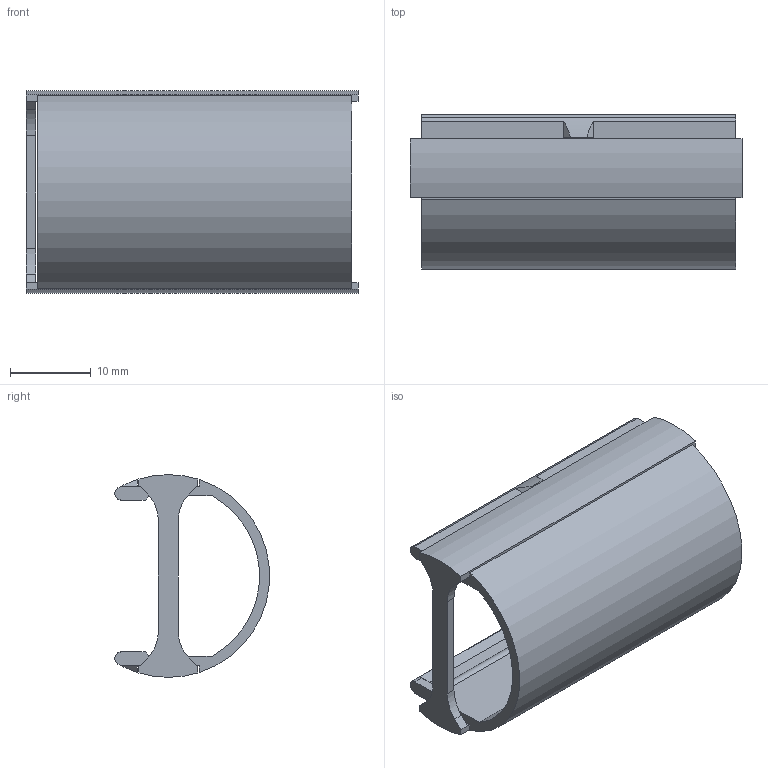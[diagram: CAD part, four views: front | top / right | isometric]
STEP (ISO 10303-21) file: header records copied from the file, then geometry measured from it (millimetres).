
FILE_DESCRIPTION(/* description */ (''),/* implementation_level */ '2;1');
FILE_NAME(/* name */ 'CFX Module v2.step',/* time_stamp */ '2020-01-21T12:46:33-05:00',/* author */ (''),/* organization */ (''),/* preprocessor_version */ 'ST-DEVELOPER v18',/* originating_system */ 'Autodesk Translation Framework v8.12.0.6',/* authorisation */ '');
FILE_SCHEMA (('AUTOMOTIVE_DESIGN { 1 0 10303 214 3 1 1 }'));
Length unit declared in the file: millimetre
Products named in the file (3): CFX Module; Board Tray; Rails
Assembly tree (2 placements, depth 2):
  CFX Module
    Board Tray
    Rails
Bounding box: 41.1 x 19.14 x 25.1 mm (x, y, z)
Volume: 3187.2 mm3; surface area: 5796.1 mm2
Topology: 2 solids, 2 shells, 66 faces, 178 edges, 116 vertices
Faces by surface type: plane 52, cylinder 14
Entity records: 2143 total; most frequent: CARTESIAN_POINT 365, DIRECTION 360, ORIENTED_EDGE 356, EDGE_CURVE 178, LINE 138, VECTOR 138, VERTEX_POINT 116, AXIS2_PLACEMENT_3D 111
